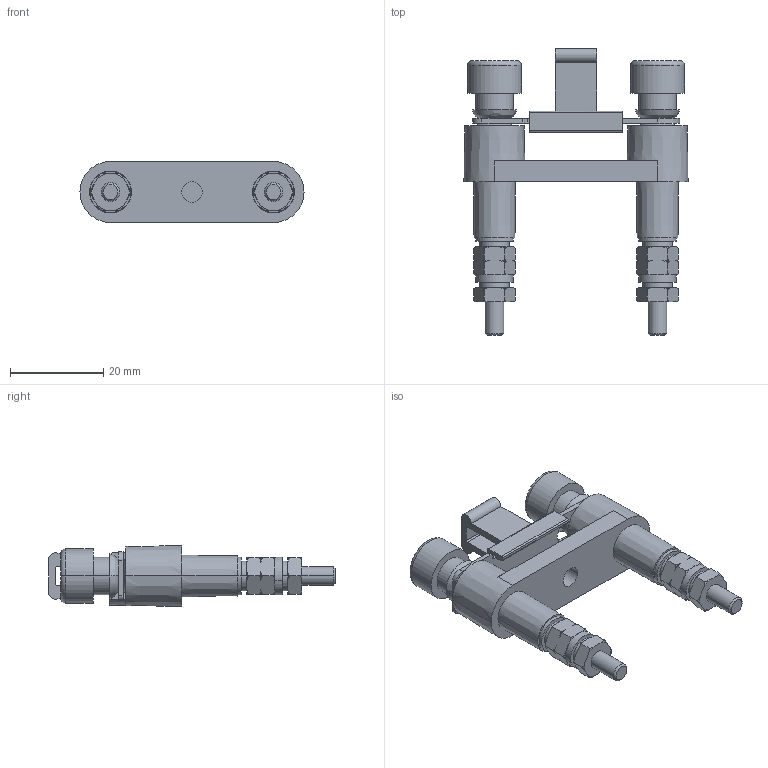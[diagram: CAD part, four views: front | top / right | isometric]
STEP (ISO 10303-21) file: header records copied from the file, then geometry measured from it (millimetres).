
FILE_DESCRIPTION((''),'2;1');
FILE_NAME('PRT0001','2024-03-12T',('dell'),(''),'PRO/ENGINEER BY PARAMETRIC TECHNOLOGY CORPORATION, 2013230','PRO/ENGINEER BY PARAMETRIC TECHNOLOGY CORPORATION, 2013230','');
FILE_SCHEMA(('AUTOMOTIVE_DESIGN { 1 0 10303 214 1 1 1 1 }'));
Length unit declared in the file: millimetre
Products named in the file (1): PRT0001
Bounding box: 48.12 x 61.61 x 13.12 mm (x, y, z)
Volume: 10221.9 mm3; surface area: 8259.7 mm2
Topology: 1 solids, 3 shells, 292 faces, 781 edges, 512 vertices
Faces by surface type: plane 118, torus 76, cylinder 74, cone 16, bspline 8
Entity records: 10488 total; most frequent: CARTESIAN_POINT 3146, ORIENTED_EDGE 1562, DIRECTION 1488, EDGE_CURVE 781, AXIS2_PLACEMENT_3D 585, VERTEX_POINT 512, EDGE_LOOP 329, VECTOR 318
